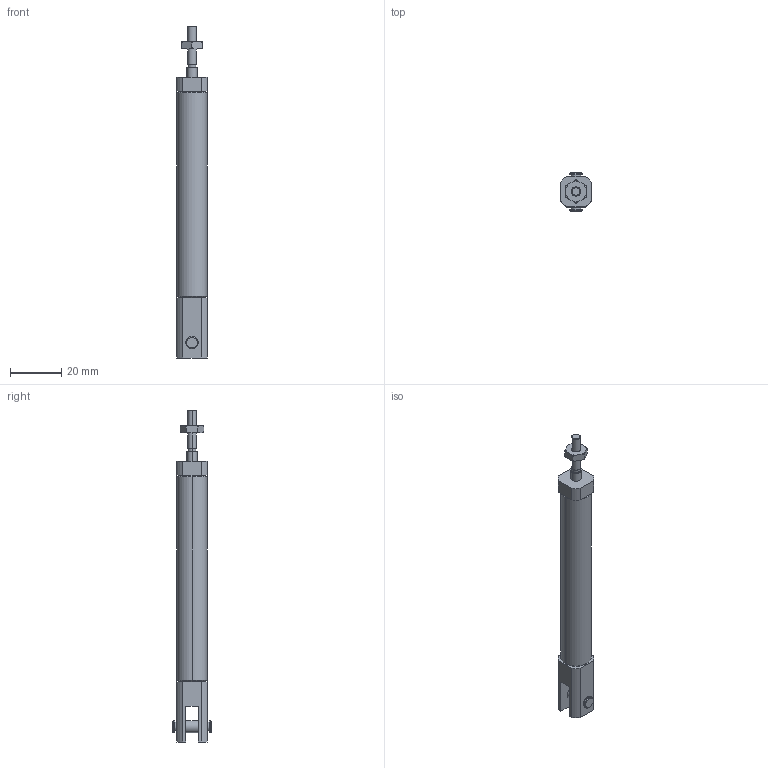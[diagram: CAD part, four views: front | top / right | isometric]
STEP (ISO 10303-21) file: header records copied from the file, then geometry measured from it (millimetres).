
FILE_DESCRIPTION (( 'STEP AP203' ), '1' );
FILE_NAME ('NCJ2D10-200S.step.step', '2011-02-18T19:37:19', ( 'SysAdmin' ), ( 'SolidWorks' ), 'SwSTEP 2.0', 'SolidWorks 2011', '' );
FILE_SCHEMA (( 'CONFIG_CONTROL_DESIGN' ));
Length unit declared in the file: millimetre
Products named in the file (4): NCJ2D10-200S.step; NCJ2D10-200S.step_NCJ2-Body_10DS; NCJ2D10-200S.step_NCJ2-Rod_10; NCJ2D10-200S.step_NCJ2-Nut_10R
Assembly tree (3 placements, depth 2):
  NCJ2D10-200S.step
    NCJ2D10-200S.step_NCJ2-Nut_10R
    NCJ2D10-200S.step_NCJ2-Body_10DS
    NCJ2D10-200S.step_NCJ2-Rod_10
Bounding box: 11.94 x 14.99 x 130.05 mm (x, y, z)
Volume: 9121.2 mm3; surface area: 8724.4 mm2
Topology: 3 solids, 3 shells, 102 faces, 234 edges, 150 vertices
Faces by surface type: cylinder 36, plane 36, cone 18, torus 12
Entity records: 3486 total; most frequent: CARTESIAN_POINT 708, DIRECTION 528, ORIENTED_EDGE 468, EDGE_CURVE 234, AXIS2_PLACEMENT_3D 210, VERTEX_POINT 150, EDGE_LOOP 118, VECTOR 108
